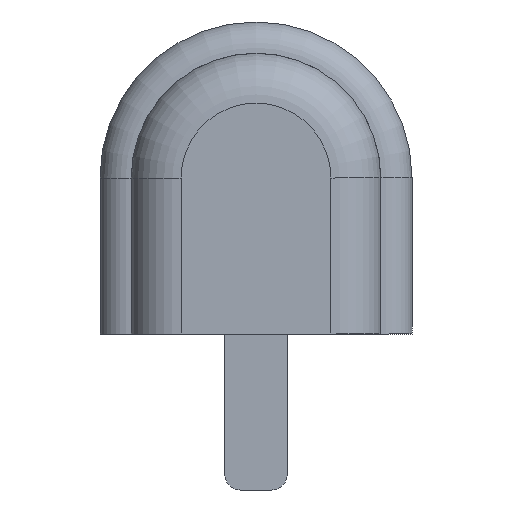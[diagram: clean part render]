
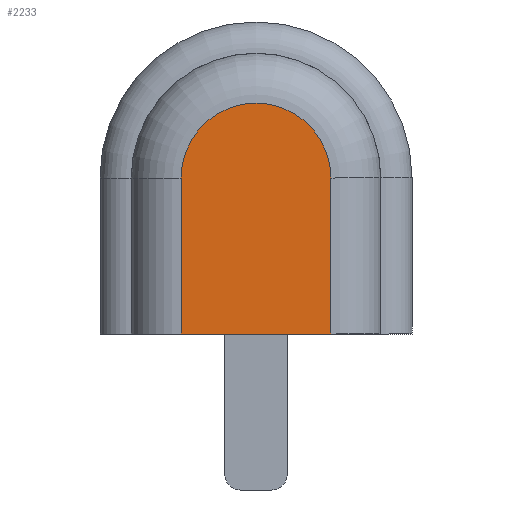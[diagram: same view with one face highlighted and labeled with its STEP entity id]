
A CAD part, left-side view. The second image highlights one B-rep face of the part: STEP entity #2233.
In plain terms, the highlighted planar face has unit normal (-1, 0, 0).
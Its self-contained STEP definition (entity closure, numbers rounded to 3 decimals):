
#432 = PLANE('',#433);
#433 = AXIS2_PLACEMENT_3D('',#434,#435,#436);
#434 = CARTESIAN_POINT('',(-4.,2.,-2.5));
#435 = DIRECTION('',(0.,0.,1.));
#436 = DIRECTION('',(0.,-1.,0.));
#1281 = VERTEX_POINT('',#1282);
#1282 = CARTESIAN_POINT('',(-8.,1.2,-2.5));
#1297 = CYLINDRICAL_SURFACE('',#1298,0.8);
#1298 = AXIS2_PLACEMENT_3D('',#1299,#1300,#1301);
#1299 = CARTESIAN_POINT('',(-7.2,1.2,0.));
#1300 = DIRECTION('',(0.,0.,-1.));
#1301 = DIRECTION('',(0.,1.,0.));
#1309 = EDGE_CURVE('',#1281,#1310,#1312,.T.);
#1310 = VERTEX_POINT('',#1311);
#1311 = CARTESIAN_POINT('',(-8.,-1.2,-2.5));
#1312 = SURFACE_CURVE('',#1313,(#1317,#1324),.PCURVE_S1.);
#1313 = LINE('',#1314,#1315);
#1314 = CARTESIAN_POINT('',(-8.,2.,-2.5));
#1315 = VECTOR('',#1316,1.);
#1316 = DIRECTION('',(0.,-1.,0.));
#1317 = PCURVE('',#432,#1318);
#1318 = DEFINITIONAL_REPRESENTATION('',(#1319),#1323);
#1319 = LINE('',#1320,#1321);
#1320 = CARTESIAN_POINT('',(0.,-4.));
#1321 = VECTOR('',#1322,1.);
#1322 = DIRECTION('',(1.,0.));
#1323 = ( GEOMETRIC_REPRESENTATION_CONTEXT(2) 
PARAMETRIC_REPRESENTATION_CONTEXT() REPRESENTATION_CONTEXT('2D SPACE',''
  ) );
#1324 = PCURVE('',#1325,#1330);
#1325 = PLANE('',#1326);
#1326 = AXIS2_PLACEMENT_3D('',#1327,#1328,#1329);
#1327 = CARTESIAN_POINT('',(-8.,0.,-0.621));
#1328 = DIRECTION('',(-1.,0.,0.));
#1329 = DIRECTION('',(0.,0.,-1.));
#1330 = DEFINITIONAL_REPRESENTATION('',(#1331),#1335);
#1331 = LINE('',#1332,#1333);
#1332 = CARTESIAN_POINT('',(1.879,-2.));
#1333 = VECTOR('',#1334,1.);
#1334 = DIRECTION('',(0.,1.));
#1335 = ( GEOMETRIC_REPRESENTATION_CONTEXT(2) 
PARAMETRIC_REPRESENTATION_CONTEXT() REPRESENTATION_CONTEXT('2D SPACE',''
  ) );
#1358 = CYLINDRICAL_SURFACE('',#1359,0.8);
#1359 = AXIS2_PLACEMENT_3D('',#1360,#1361,#1362);
#1360 = CARTESIAN_POINT('',(-7.2,-1.2,-2.5));
#1361 = DIRECTION('',(0.,0.,1.));
#1362 = DIRECTION('',(0.,-1.,0.));
#2143 = TOROIDAL_SURFACE('',#2144,1.2,0.8);
#2144 = AXIS2_PLACEMENT_3D('',#2145,#2146,#2147);
#2145 = CARTESIAN_POINT('',(-7.2,0.,0.)
  );
#2146 = DIRECTION('',(-1.,0.,0.));
#2147 = DIRECTION('',(0.,-1.,0.));
#2188 = VERTEX_POINT('',#2189);
#2189 = CARTESIAN_POINT('',(-8.,1.2,0.));
#2211 = EDGE_CURVE('',#2188,#1281,#2212,.T.);
#2212 = SURFACE_CURVE('',#2213,(#2217,#2224),.PCURVE_S1.);
#2213 = LINE('',#2214,#2215);
#2214 = CARTESIAN_POINT('',(-8.,1.2,0.));
#2215 = VECTOR('',#2216,1.);
#2216 = DIRECTION('',(0.,0.,-1.));
#2217 = PCURVE('',#1297,#2218);
#2218 = DEFINITIONAL_REPRESENTATION('',(#2219),#2223);
#2219 = LINE('',#2220,#2221);
#2220 = CARTESIAN_POINT('',(-1.571,0.));
#2221 = VECTOR('',#2222,1.);
#2222 = DIRECTION('',(-0.,1.));
#2223 = ( GEOMETRIC_REPRESENTATION_CONTEXT(2) 
PARAMETRIC_REPRESENTATION_CONTEXT() REPRESENTATION_CONTEXT('2D SPACE',''
  ) );
#2224 = PCURVE('',#1325,#2225);
#2225 = DEFINITIONAL_REPRESENTATION('',(#2226),#2230);
#2226 = LINE('',#2227,#2228);
#2227 = CARTESIAN_POINT('',(-0.621,-1.2));
#2228 = VECTOR('',#2229,1.);
#2229 = DIRECTION('',(1.,0.));
#2230 = ( GEOMETRIC_REPRESENTATION_CONTEXT(2) 
PARAMETRIC_REPRESENTATION_CONTEXT() REPRESENTATION_CONTEXT('2D SPACE',''
  ) );
#2233 = ADVANCED_FACE('',(#2234),#1325,.T.);
#2234 = FACE_BOUND('',#2235,.T.);
#2235 = EDGE_LOOP('',(#2236,#2237,#2260,#2282));
#2236 = ORIENTED_EDGE('',*,*,#1309,.T.);
#2237 = ORIENTED_EDGE('',*,*,#2238,.T.);
#2238 = EDGE_CURVE('',#1310,#2239,#2241,.T.);
#2239 = VERTEX_POINT('',#2240);
#2240 = CARTESIAN_POINT('',(-8.,-1.2,0.));
#2241 = SURFACE_CURVE('',#2242,(#2246,#2253),.PCURVE_S1.);
#2242 = LINE('',#2243,#2244);
#2243 = CARTESIAN_POINT('',(-8.,-1.2,-2.5));
#2244 = VECTOR('',#2245,1.);
#2245 = DIRECTION('',(0.,0.,1.));
#2246 = PCURVE('',#1325,#2247);
#2247 = DEFINITIONAL_REPRESENTATION('',(#2248),#2252);
#2248 = LINE('',#2249,#2250);
#2249 = CARTESIAN_POINT('',(1.879,1.2));
#2250 = VECTOR('',#2251,1.);
#2251 = DIRECTION('',(-1.,0.));
#2252 = ( GEOMETRIC_REPRESENTATION_CONTEXT(2) 
PARAMETRIC_REPRESENTATION_CONTEXT() REPRESENTATION_CONTEXT('2D SPACE',''
  ) );
#2253 = PCURVE('',#1358,#2254);
#2254 = DEFINITIONAL_REPRESENTATION('',(#2255),#2259);
#2255 = LINE('',#2256,#2257);
#2256 = CARTESIAN_POINT('',(-1.571,0.));
#2257 = VECTOR('',#2258,1.);
#2258 = DIRECTION('',(-0.,1.));
#2259 = ( GEOMETRIC_REPRESENTATION_CONTEXT(2) 
PARAMETRIC_REPRESENTATION_CONTEXT() REPRESENTATION_CONTEXT('2D SPACE',''
  ) );
#2260 = ORIENTED_EDGE('',*,*,#2261,.T.);
#2261 = EDGE_CURVE('',#2239,#2188,#2262,.T.);
#2262 = SURFACE_CURVE('',#2263,(#2268,#2275),.PCURVE_S1.);
#2263 = CIRCLE('',#2264,1.2);
#2264 = AXIS2_PLACEMENT_3D('',#2265,#2266,#2267);
#2265 = CARTESIAN_POINT('',(-8.,0.,0.));
#2266 = DIRECTION('',(-1.,0.,0.));
#2267 = DIRECTION('',(0.,-1.,0.));
#2268 = PCURVE('',#1325,#2269);
#2269 = DEFINITIONAL_REPRESENTATION('',(#2270),#2274);
#2270 = CIRCLE('',#2271,1.2);
#2271 = AXIS2_PLACEMENT_2D('',#2272,#2273);
#2272 = CARTESIAN_POINT('',(-0.621,0.));
#2273 = DIRECTION('',(0.,1.));
#2274 = ( GEOMETRIC_REPRESENTATION_CONTEXT(2) 
PARAMETRIC_REPRESENTATION_CONTEXT() REPRESENTATION_CONTEXT('2D SPACE',''
  ) );
#2275 = PCURVE('',#2143,#2276);
#2276 = DEFINITIONAL_REPRESENTATION('',(#2277),#2281);
#2277 = LINE('',#2278,#2279);
#2278 = CARTESIAN_POINT('',(0.,1.571));
#2279 = VECTOR('',#2280,1.);
#2280 = DIRECTION('',(1.,0.));
#2281 = ( GEOMETRIC_REPRESENTATION_CONTEXT(2) 
PARAMETRIC_REPRESENTATION_CONTEXT() REPRESENTATION_CONTEXT('2D SPACE',''
  ) );
#2282 = ORIENTED_EDGE('',*,*,#2211,.T.);
